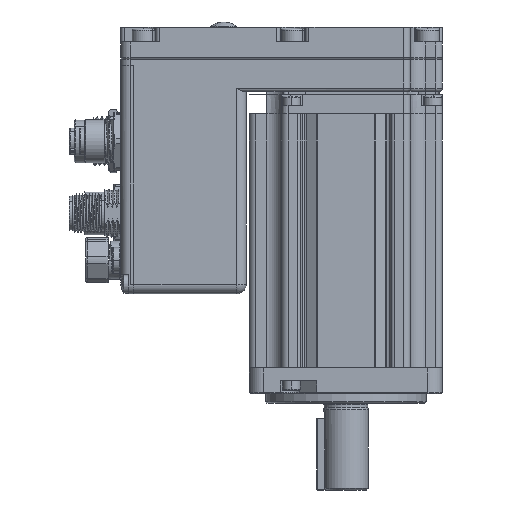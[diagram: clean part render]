
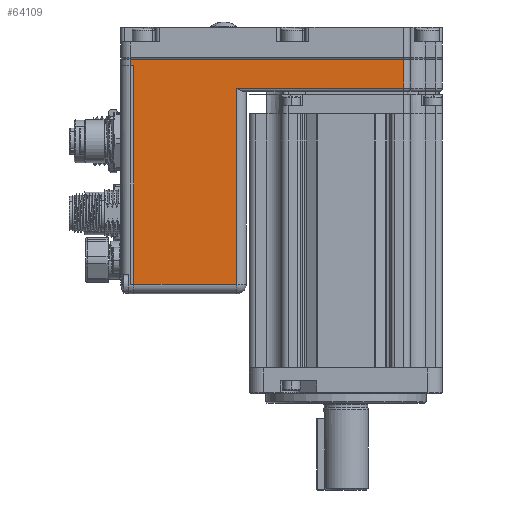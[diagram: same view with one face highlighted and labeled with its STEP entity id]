
A CAD part, front view. The second image highlights one B-rep face of the part: STEP entity #64109.
In plain terms, the highlighted planar face has unit normal (0, -1, 0).
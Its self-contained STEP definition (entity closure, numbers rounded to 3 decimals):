
#766 = LINE ( 'NONE', #39283, #29583 ) ;
#1481 = VERTEX_POINT ( 'NONE', #72721 ) ;
#1684 = LINE ( 'NONE', #79954, #29320 ) ;
#5356 = DIRECTION ( 'NONE',  ( 1., 0., 0. ) ) ;
#7666 = DIRECTION ( 'NONE',  ( 1., 0., 0. ) ) ;
#8073 = ORIENTED_EDGE ( 'NONE', *, *, #99092, .T. ) ;
#14073 = CARTESIAN_POINT ( 'NONE',  ( 69.433, -30.734, 94.5 ) ) ;
#14407 = CARTESIAN_POINT ( 'NONE',  ( 69.433, -30.734, 103.5 ) ) ;
#14624 = ORIENTED_EDGE ( 'NONE', *, *, #60805, .T. ) ;
#16801 = ORIENTED_EDGE ( 'NONE', *, *, #78457, .T. ) ;
#17734 = EDGE_CURVE ( 'NONE', #76801, #82480, #52250, .T. ) ;
#19768 = ORIENTED_EDGE ( 'NONE', *, *, #50193, .F. ) ;
#24618 = CARTESIAN_POINT ( 'NONE',  ( 34.261, -30.734, 101.5 ) ) ;
#25274 = DIRECTION ( 'NONE',  ( -1., 0., 0. ) ) ;
#25500 = CARTESIAN_POINT ( 'NONE',  ( 57.433, -30.734, 103.5 ) ) ;
#29320 = VECTOR ( 'NONE', #41041, 1000. ) ;
#29583 = VECTOR ( 'NONE', #7666, 1000. ) ;
#31163 = VECTOR ( 'NONE', #99846, 1000. ) ;
#31471 = VERTEX_POINT ( 'NONE', #75199 ) ;
#33332 = EDGE_CURVE ( 'NONE', #82480, #36159, #53963, .T. ) ;
#33415 = FACE_OUTER_BOUND ( 'NONE', #99563, .T. ) ;
#34044 = DIRECTION ( 'NONE',  ( 0., 0., 1. ) ) ;
#36159 = VERTEX_POINT ( 'NONE', #54976 ) ;
#37347 = VECTOR ( 'NONE', #43368, 1000. ) ;
#37894 = AXIS2_PLACEMENT_3D ( 'NONE', #14407, #76890, #68462 ) ;
#39283 = CARTESIAN_POINT ( 'NONE',  ( 9.433, -30.734, 103.5 ) ) ;
#41041 = DIRECTION ( 'NONE',  ( 0., 0., -1. ) ) ;
#41624 = CARTESIAN_POINT ( 'NONE',  ( 57.433, -30.734, 94.5 ) ) ;
#42948 = LINE ( 'NONE', #54848, #59906 ) ;
#43368 = DIRECTION ( 'NONE',  ( 0., 0., -1. ) ) ;
#45539 = VECTOR ( 'NONE', #25274, 1000. ) ;
#46256 = LINE ( 'NONE', #78541, #94685 ) ;
#49339 = LINE ( 'NONE', #73513, #37347 ) ;
#50193 = EDGE_CURVE ( 'NONE', #69498, #66104, #49339, .T. ) ;
#52031 = CARTESIAN_POINT ( 'NONE',  ( -26.567, -30.734, 33.5 ) ) ;
#52250 = LINE ( 'NONE', #80360, #53408 ) ;
#52824 = PLANE ( 'NONE',  #37894 ) ;
#53408 = VECTOR ( 'NONE', #34044, 1000. ) ;
#53963 = LINE ( 'NONE', #24618, #45539 ) ;
#54150 = VERTEX_POINT ( 'NONE', #62350 ) ;
#54848 = CARTESIAN_POINT ( 'NONE',  ( 5.433, -30.734, 103.5 ) ) ;
#54976 = CARTESIAN_POINT ( 'NONE',  ( -27.567, -30.734, 101.5 ) ) ;
#59906 = VECTOR ( 'NONE', #78226, 1000. ) ;
#60245 = ORIENTED_EDGE ( 'NONE', *, *, #17734, .F. ) ;
#60805 = EDGE_CURVE ( 'NONE', #76801, #54150, #46256, .T. ) ;
#62350 = CARTESIAN_POINT ( 'NONE',  ( 5.433, -30.734, 33.5 ) ) ;
#64109 = ADVANCED_FACE ( 'NONE', ( #33415 ), #52824, .F. ) ;
#65742 = ORIENTED_EDGE ( 'NONE', *, *, #79544, .F. ) ;
#66104 = VERTEX_POINT ( 'NONE', #41624 ) ;
#68462 = DIRECTION ( 'NONE',  ( 0., 0., 1. ) ) ;
#69498 = VERTEX_POINT ( 'NONE', #25500 ) ;
#70593 = ORIENTED_EDGE ( 'NONE', *, *, #33332, .F. ) ;
#70685 = ORIENTED_EDGE ( 'NONE', *, *, #75388, .T. ) ;
#72721 = CARTESIAN_POINT ( 'NONE',  ( -27.567, -30.734, 103.5 ) ) ;
#73513 = CARTESIAN_POINT ( 'NONE',  ( 57.433, -30.734, 103.5 ) ) ;
#75199 = CARTESIAN_POINT ( 'NONE',  ( 5.433, -30.734, 94.5 ) ) ;
#75388 = EDGE_CURVE ( 'NONE', #31471, #66104, #95268, .T. ) ;
#76801 = VERTEX_POINT ( 'NONE', #52031 ) ;
#76890 = DIRECTION ( 'NONE',  ( 0., 1., 0. ) ) ;
#78226 = DIRECTION ( 'NONE',  ( 0., 0., 1. ) ) ;
#78457 = EDGE_CURVE ( 'NONE', #54150, #31471, #42948, .T. ) ;
#78541 = CARTESIAN_POINT ( 'NONE',  ( 5.433, -30.734, 33.5 ) ) ;
#79544 = EDGE_CURVE ( 'NONE', #1481, #69498, #766, .T. ) ;
#79954 = CARTESIAN_POINT ( 'NONE',  ( -27.567, -30.734, 103.5 ) ) ;
#80360 = CARTESIAN_POINT ( 'NONE',  ( -26.567, -30.734, 91.5 ) ) ;
#82480 = VERTEX_POINT ( 'NONE', #96184 ) ;
#94685 = VECTOR ( 'NONE', #5356, 1000. ) ;
#95268 = LINE ( 'NONE', #14073, #31163 ) ;
#96184 = CARTESIAN_POINT ( 'NONE',  ( -26.567, -30.734, 101.5 ) ) ;
#99092 = EDGE_CURVE ( 'NONE', #1481, #36159, #1684, .T. ) ;
#99563 = EDGE_LOOP ( 'NONE', ( #16801, #70685, #19768, #65742, #8073, #70593, #60245, #14624 ) ) ;
#99846 = DIRECTION ( 'NONE',  ( 1., 0., 0. ) ) ;
